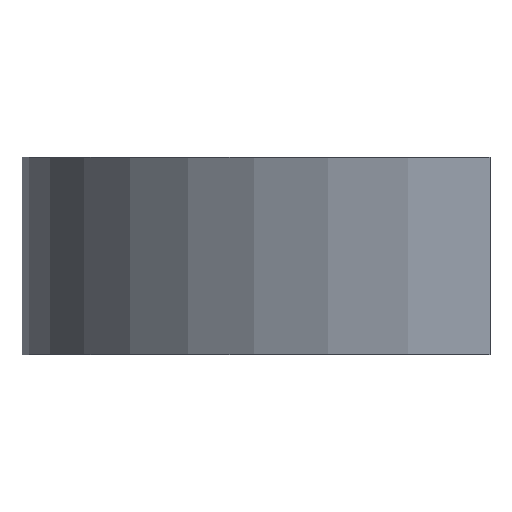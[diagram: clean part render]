
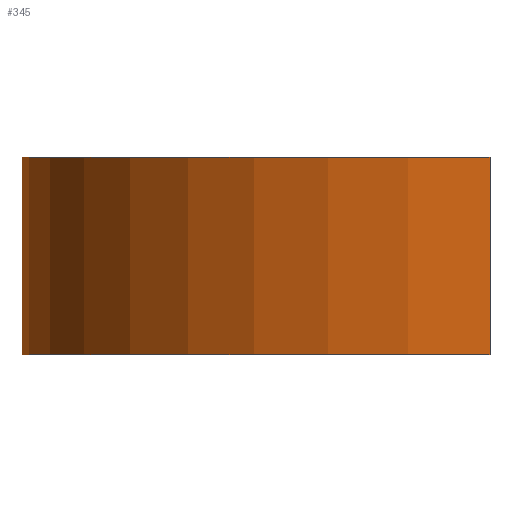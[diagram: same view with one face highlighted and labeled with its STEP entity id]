
A CAD part, front view. The second image highlights one B-rep face of the part: STEP entity #345.
In plain terms, the highlighted cylindrical face has radius 100 mm (diameter 200 mm), a partial arc.
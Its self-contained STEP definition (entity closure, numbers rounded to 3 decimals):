
#291=CARTESIAN_POINT('Vertex',(-5.,-99.875,-27.)) ;
#298=CARTESIAN_POINT('Vertex',(-5.,-99.875,13.)) ;
#301=CARTESIAN_POINT('Line Origine',(-5.,-99.875,-7.)) ;
#315=CARTESIAN_POINT('Axis2P3D Location',(0.,0.,0.)) ;
#320=CARTESIAN_POINT('Line Origine',(-5.,99.875,-7.)) ;
#324=CARTESIAN_POINT('Vertex',(-5.,99.875,-27.)) ;
#326=CARTESIAN_POINT('Vertex',(-5.,99.875,13.)) ;
#329=CARTESIAN_POINT('Axis2P3D Location',(0.,0.,-27.)) ;
#334=CARTESIAN_POINT('Axis2P3D Location',(0.,0.,13.)) ;
#302=DIRECTION('Vector Direction',(0.,0.,1.)) ;
#316=DIRECTION('Axis2P3D Direction',(0.,-0.,1.)) ;
#317=DIRECTION('Axis2P3D XDirection',(0.,1.,0.)) ;
#321=DIRECTION('Vector Direction',(0.,0.,1.)) ;
#330=DIRECTION('Axis2P3D Direction',(0.,-0.,1.)) ;
#335=DIRECTION('Axis2P3D Direction',(0.,-0.,1.)) ;
#318=AXIS2_PLACEMENT_3D('Cylinder Axis2P3D',#315,#316,#317) ;
#331=AXIS2_PLACEMENT_3D('Circle Axis2P3D',#329,#330,$) ;
#336=AXIS2_PLACEMENT_3D('Circle Axis2P3D',#334,#335,$) ;
#340=ORIENTED_EDGE('',*,*,#328,.F.) ;
#341=ORIENTED_EDGE('',*,*,#333,.T.) ;
#342=ORIENTED_EDGE('',*,*,#305,.T.) ;
#343=ORIENTED_EDGE('',*,*,#338,.F.) ;
#303=VECTOR('Line Direction',#302,1.) ;
#322=VECTOR('Line Direction',#321,1.) ;
#345=ADVANCED_FACE('PartBody',(#344),#319,.T.) ;
#332=CIRCLE('generated circle',#331,100.) ;
#337=CIRCLE('generated circle',#336,100.) ;
#319=CYLINDRICAL_SURFACE('generated cylinder',#318,100.) ;
#305=EDGE_CURVE('',#292,#299,#304,.T.) ;
#328=EDGE_CURVE('',#325,#327,#323,.T.) ;
#333=EDGE_CURVE('',#325,#292,#332,.T.) ;
#338=EDGE_CURVE('',#327,#299,#337,.T.) ;
#339=EDGE_LOOP('',(#340,#341,#342,#343)) ;
#344=FACE_OUTER_BOUND('',#339,.T.) ;
#304=LINE('Line',#301,#303) ;
#323=LINE('Line',#320,#322) ;
#292=VERTEX_POINT('',#291) ;
#299=VERTEX_POINT('',#298) ;
#325=VERTEX_POINT('',#324) ;
#327=VERTEX_POINT('',#326) ;
